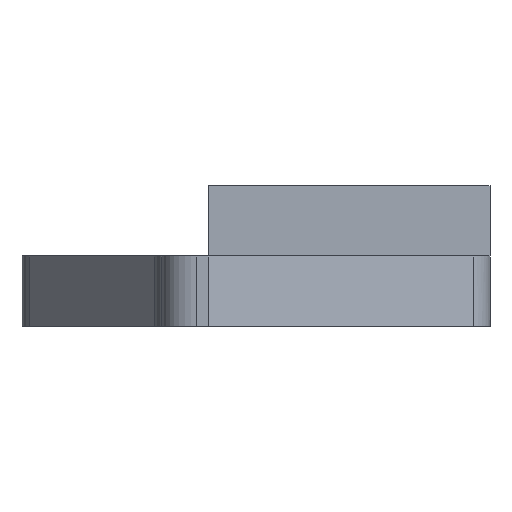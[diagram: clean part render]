
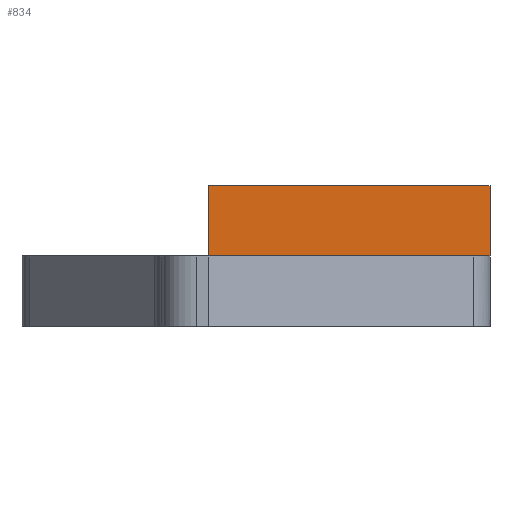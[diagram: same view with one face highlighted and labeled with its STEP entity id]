
A CAD part, front view. The second image highlights one B-rep face of the part: STEP entity #834.
In plain terms, the highlighted planar face has unit normal (0, -1, 0).
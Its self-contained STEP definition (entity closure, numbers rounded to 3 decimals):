
#93=FACE_OUTER_BOUND('',#139,.T.);
#139=EDGE_LOOP('',(#614,#615,#616,#617,#618,#619,#620,#621,#622));
#185=LINE('',#1209,#267);
#189=LINE('',#1217,#271);
#192=LINE('',#1225,#274);
#203=LINE('',#1281,#285);
#206=LINE('',#1292,#288);
#215=LINE('',#1321,#297);
#216=LINE('',#1324,#298);
#218=LINE('',#1330,#300);
#219=LINE('',#1331,#301);
#267=VECTOR('',#968,10.);
#271=VECTOR('',#974,10.);
#274=VECTOR('',#981,10.);
#285=VECTOR('',#1006,10.);
#288=VECTOR('',#1015,10.);
#297=VECTOR('',#1038,10.);
#298=VECTOR('',#1041,10.);
#300=VECTOR('',#1047,10.);
#301=VECTOR('',#1048,10.);
#348=VERTEX_POINT('',#1205);
#350=VERTEX_POINT('',#1208);
#353=VERTEX_POINT('',#1216);
#355=VERTEX_POINT('',#1221);
#356=VERTEX_POINT('',#1223);
#372=VERTEX_POINT('',#1280);
#377=VERTEX_POINT('',#1290);
#391=VERTEX_POINT('',#1323);
#393=VERTEX_POINT('',#1329);
#431=EDGE_CURVE('',#348,#350,#185,.T.);
#435=EDGE_CURVE('',#350,#353,#189,.T.);
#439=EDGE_CURVE('',#356,#355,#192,.T.);
#457=EDGE_CURVE('',#355,#372,#203,.T.);
#463=EDGE_CURVE('',#377,#348,#206,.T.);
#478=EDGE_CURVE('',#356,#353,#215,.T.);
#479=EDGE_CURVE('',#372,#391,#216,.T.);
#482=EDGE_CURVE('',#393,#377,#218,.T.);
#483=EDGE_CURVE('',#391,#393,#219,.T.);
#614=ORIENTED_EDGE('',*,*,#479,.F.);
#615=ORIENTED_EDGE('',*,*,#457,.F.);
#616=ORIENTED_EDGE('',*,*,#439,.F.);
#617=ORIENTED_EDGE('',*,*,#478,.T.);
#618=ORIENTED_EDGE('',*,*,#435,.F.);
#619=ORIENTED_EDGE('',*,*,#431,.F.);
#620=ORIENTED_EDGE('',*,*,#463,.F.);
#621=ORIENTED_EDGE('',*,*,#482,.F.);
#622=ORIENTED_EDGE('',*,*,#483,.F.);
#807=PLANE('',#908);
#834=ADVANCED_FACE('',(#93),#807,.T.);
#908=AXIS2_PLACEMENT_3D('',#1328,#1045,#1046);
#968=DIRECTION('',(0.,0.,1.));
#974=DIRECTION('',(1.,0.,0.));
#981=DIRECTION('',(-1.,0.,0.));
#1006=DIRECTION('',(-1.,0.,0.));
#1015=DIRECTION('',(-1.,0.,0.));
#1038=DIRECTION('',(0.,0.,1.));
#1041=DIRECTION('',(0.,0.,-1.));
#1045=DIRECTION('center_axis',(0.,-1.,0.));
#1046=DIRECTION('ref_axis',(-1.,0.,0.));
#1047=DIRECTION('',(0.,0.,1.));
#1048=DIRECTION('',(-1.,0.,0.));
#1205=CARTESIAN_POINT('',(-131.,178.901,-31.438));
#1208=CARTESIAN_POINT('',(-131.,178.901,-7.438));
#1209=CARTESIAN_POINT('',(-131.,178.901,-31.438));
#1216=CARTESIAN_POINT('',(-35.,178.901,-7.438));
#1217=CARTESIAN_POINT('',(-35.,178.901,-7.438));
#1221=CARTESIAN_POINT('',(-37.076,178.901,-31.438));
#1223=CARTESIAN_POINT('',(-35.,178.901,-31.438));
#1225=CARTESIAN_POINT('',(-35.,178.901,-31.438));
#1280=CARTESIAN_POINT('',(-72.36,178.901,-31.438));
#1281=CARTESIAN_POINT('',(-131.,178.901,-31.438));
#1290=CARTESIAN_POINT('',(-100.077,178.901,-31.438));
#1292=CARTESIAN_POINT('',(-131.,178.901,-31.438));
#1321=CARTESIAN_POINT('',(-35.,178.901,-31.438));
#1323=CARTESIAN_POINT('',(-72.36,178.901,-55.438));
#1324=CARTESIAN_POINT('',(-72.36,178.901,-31.438));
#1328=CARTESIAN_POINT('Origin',(-58.089,178.901,-31.438));
#1329=CARTESIAN_POINT('',(-100.077,178.901,-55.438));
#1330=CARTESIAN_POINT('',(-100.077,178.901,-31.438));
#1331=CARTESIAN_POINT('',(-35.,178.901,-55.438));
